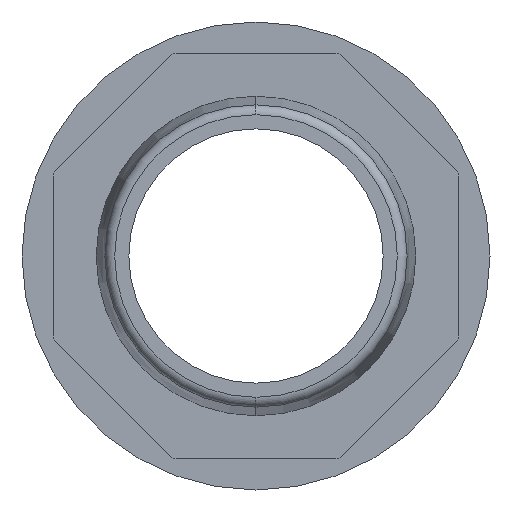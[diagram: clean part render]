
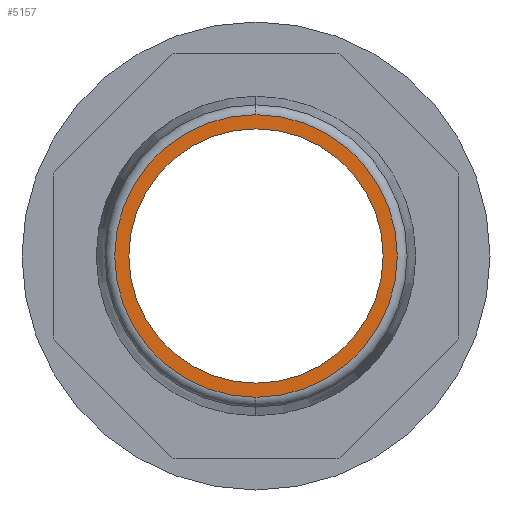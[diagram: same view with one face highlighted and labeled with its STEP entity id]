
A CAD part, left-side view. The second image highlights one B-rep face of the part: STEP entity #5157.
In plain terms, the highlighted planar face has unit normal (-1, 0, 0).
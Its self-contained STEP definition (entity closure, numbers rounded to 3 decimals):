
#742 = CARTESIAN_POINT ( 'NONE',  ( -80.7, 0., 0. ) ) ;
#743 = DIRECTION ( 'NONE',  ( -1., 0., 0. ) ) ;
#744 = DIRECTION ( 'NONE',  ( 0., 0., -1. ) ) ;
#745 = CARTESIAN_POINT ( 'NONE',  ( -80.7, 0., 0. ) ) ;
#746 = DIRECTION ( 'NONE',  ( -1., 0., 0. ) ) ;
#747 = DIRECTION ( 'NONE',  ( 0., 0., 1. ) ) ;
#823 = ORIENTED_EDGE ( 'NONE', *, *, #4704, .T. ) ;
#824 = ORIENTED_EDGE ( 'NONE', *, *, #5253, .T. ) ;
#825 = ORIENTED_EDGE ( 'NONE', *, *, #4705, .F. ) ;
#826 = ORIENTED_EDGE ( 'NONE', *, *, #5195, .F. ) ;
#3492 = FACE_BOUND ( 'NONE', #5520, .T. ) ;
#3495 = CARTESIAN_POINT ( 'NONE',  ( -80.7, 12.85, 0. ) ) ;
#3499 = FACE_OUTER_BOUND ( 'NONE', #5519, .T. ) ;
#3500 = PLANE ( 'NONE',  #4512 ) ;
#3502 = DIRECTION ( 'NONE',  ( 1., 0., 0. ) ) ;
#3503 = DIRECTION ( 'NONE',  ( 0., 0., -1. ) ) ;
#3726 = CARTESIAN_POINT ( 'NONE',  ( -80.7, 0., 0. ) ) ;
#3727 = DIRECTION ( 'NONE',  ( -1., 0., 0. ) ) ;
#3728 = DIRECTION ( 'NONE',  ( 0., 0., 1. ) ) ;
#3911 = CARTESIAN_POINT ( 'NONE',  ( -80.7, 0., 0. ) ) ;
#3912 = DIRECTION ( 'NONE',  ( -1., 0., 0. ) ) ;
#3913 = DIRECTION ( 'NONE',  ( 0., 0., -1. ) ) ;
#4093 = CARTESIAN_POINT ( 'NONE',  ( -80.7, 0., -12.85 ) ) ;
#4094 = CARTESIAN_POINT ( 'NONE',  ( -80.7, 0., 12.85 ) ) ;
#4180 = CARTESIAN_POINT ( 'NONE',  ( -80.7, 0., 14.283 ) ) ;
#4189 = CARTESIAN_POINT ( 'NONE',  ( -80.7, 0., -14.283 ) ) ;
#4274 = CIRCLE ( 'NONE', #4281, 14.283 ) ;
#4281 = AXIS2_PLACEMENT_3D ( 'NONE', #3911, #3912, #3913 ) ;
#4512 = AXIS2_PLACEMENT_3D ( 'NONE', #3495, #3502, #3503 ) ;
#4559 = AXIS2_PLACEMENT_3D ( 'NONE', #3726, #3727, #3728 ) ;
#4561 = CIRCLE ( 'NONE', #4559, 12.85 ) ;
#4704 = EDGE_CURVE ( 'NONE', #6126, #6117, #5916, .T. ) ;
#4705 = EDGE_CURVE ( 'NONE', #5423, #5422, #5894, .T. ) ;
#5157 = ADVANCED_FACE ( 'NONE', ( #3499, #3492 ), #3500, .F. ) ;
#5195 = EDGE_CURVE ( 'NONE', #5422, #5423, #4561, .T. ) ;
#5253 = EDGE_CURVE ( 'NONE', #6117, #6126, #4274, .T. ) ;
#5422 = VERTEX_POINT ( 'NONE', #4093 ) ;
#5423 = VERTEX_POINT ( 'NONE', #4094 ) ;
#5519 = EDGE_LOOP ( 'NONE', ( #823, #824 ) ) ;
#5520 = EDGE_LOOP ( 'NONE', ( #825, #826 ) ) ;
#5894 = CIRCLE ( 'NONE', #5921, 12.85 ) ;
#5916 = CIRCLE ( 'NONE', #5919, 14.283 ) ;
#5919 = AXIS2_PLACEMENT_3D ( 'NONE', #742, #743, #744 ) ;
#5921 = AXIS2_PLACEMENT_3D ( 'NONE', #745, #746, #747 ) ;
#6117 = VERTEX_POINT ( 'NONE', #4180 ) ;
#6126 = VERTEX_POINT ( 'NONE', #4189 ) ;
